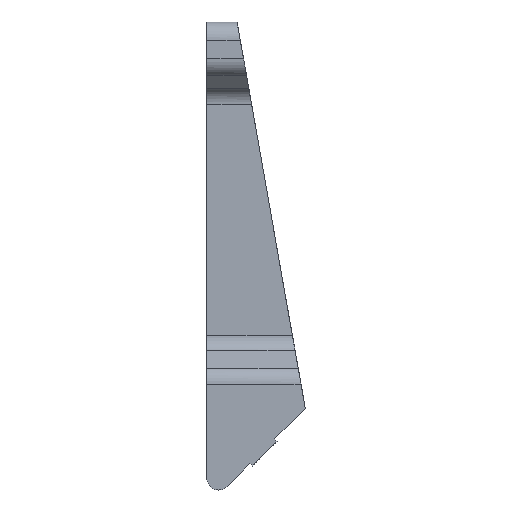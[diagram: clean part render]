
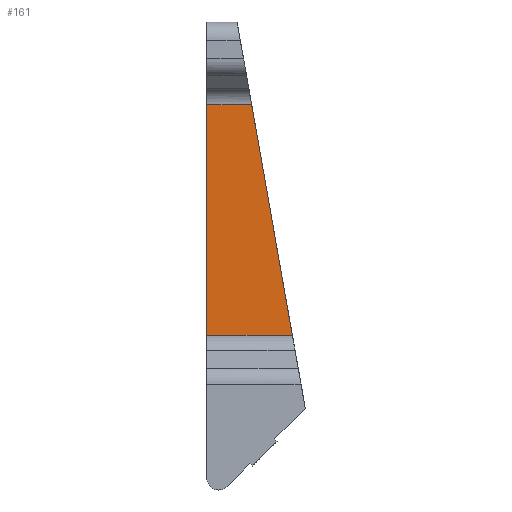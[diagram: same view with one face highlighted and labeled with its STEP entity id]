
A CAD part, left-side view. The second image highlights one B-rep face of the part: STEP entity #161.
In plain terms, the highlighted planar face has unit normal (-1, 0, 0).
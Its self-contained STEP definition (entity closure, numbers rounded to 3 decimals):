
#40 = DIRECTION ( 'NONE',  ( 0., 0., -1. ) ) ;
#51 = DIRECTION ( 'NONE',  ( 1., 0., 0. ) ) ;
#109 = EDGE_CURVE ( 'NONE', #464, #2309, #1706, .T. ) ;
#161 = ADVANCED_FACE ( 'NONE', ( #2577 ), #1315, .F. ) ;
#209 = DIRECTION ( 'NONE',  ( 0., -0.174, -0.985 ) ) ;
#285 = CARTESIAN_POINT ( 'NONE',  ( -15.5, 5., 66.358 ) ) ;
#289 = CARTESIAN_POINT ( 'NONE',  ( -15.5, 5., 68.27 ) ) ;
#338 = EDGE_CURVE ( 'NONE', #1256, #464, #942, .T. ) ;
#410 = VECTOR ( 'NONE', #1738, 1000. ) ;
#464 = VERTEX_POINT ( 'NONE', #2409 ) ;
#544 = VECTOR ( 'NONE', #1054, 1000. ) ;
#556 = VERTEX_POINT ( 'NONE', #2033 ) ;
#703 = DIRECTION ( 'NONE',  ( 0., 1., 0. ) ) ;
#763 = ORIENTED_EDGE ( 'NONE', *, *, #1156, .T. ) ;
#876 = VECTOR ( 'NONE', #209, 1000. ) ;
#942 = LINE ( 'NONE', #289, #410 ) ;
#972 = ORIENTED_EDGE ( 'NONE', *, *, #338, .T. ) ;
#1054 = DIRECTION ( 'NONE',  ( 0., -1., 0. ) ) ;
#1156 = EDGE_CURVE ( 'NONE', #556, #1256, #2212, .T. ) ;
#1215 = ORIENTED_EDGE ( 'NONE', *, *, #2131, .F. ) ;
#1256 = VERTEX_POINT ( 'NONE', #2346 ) ;
#1315 = PLANE ( 'NONE',  #2068 ) ;
#1516 = CARTESIAN_POINT ( 'NONE',  ( -15.5, -11.263, 68.27 ) ) ;
#1706 = LINE ( 'NONE', #2517, #544 ) ;
#1738 = DIRECTION ( 'NONE',  ( 0., 0., -1. ) ) ;
#1819 = ORIENTED_EDGE ( 'NONE', *, *, #109, .T. ) ;
#2033 = CARTESIAN_POINT ( 'NONE',  ( -15.5, -2.411, 66.358 ) ) ;
#2068 = AXIS2_PLACEMENT_3D ( 'NONE', #1516, #51, #40 ) ;
#2131 = EDGE_CURVE ( 'NONE', #556, #2309, #2460, .T. ) ;
#2134 = CARTESIAN_POINT ( 'NONE',  ( -15.5, -9.127, 28.351 ) ) ;
#2212 = LINE ( 'NONE', #285, #2342 ) ;
#2309 = VERTEX_POINT ( 'NONE', #2134 ) ;
#2342 = VECTOR ( 'NONE', #703, 1000. ) ;
#2346 = CARTESIAN_POINT ( 'NONE',  ( -15.5, 5., 66.358 ) ) ;
#2409 = CARTESIAN_POINT ( 'NONE',  ( -15.5, 5., 28.351 ) ) ;
#2427 = EDGE_LOOP ( 'NONE', ( #1215, #763, #972, #1819 ) ) ;
#2460 = LINE ( 'NONE', #2478, #876 ) ;
#2478 = CARTESIAN_POINT ( 'NONE',  ( -15.5, -13.709, 2.423 ) ) ;
#2517 = CARTESIAN_POINT ( 'NONE',  ( -15.5, -9.433, 28.351 ) ) ;
#2577 = FACE_OUTER_BOUND ( 'NONE', #2427, .T. ) ;
